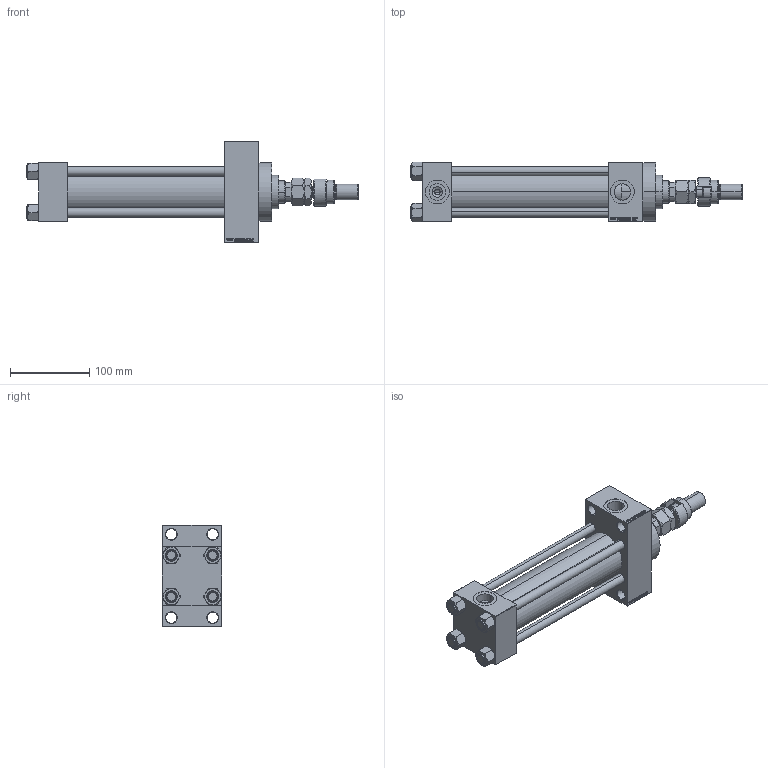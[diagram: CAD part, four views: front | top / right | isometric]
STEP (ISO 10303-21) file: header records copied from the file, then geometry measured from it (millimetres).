
FILE_DESCRIPTION (( 'STEP AP203' ), '1' );
FILE_NAME ('d3a0.STEP', '2022-09-13T23:14:10', ( '' ), ( '' ), 'SwSTEP 2.0', 'SolidWorks 2019', '' );
FILE_SCHEMA (( 'CONFIG_CONTROL_DESIGN' ));
Length unit declared in the file: millimetre
Products named in the file (9): FEMALE_PART_FOR_DFA 1fda7c88542c849cb6230b5c3c681127; DFA 1fda7c88542c849cb6230b5c3c681127; NUT_M5_D 1fda7c88542c849cb6230b5c3c681127; d3a0; V215CR_D_TYCINKA 1fda7c88542c849cb6230b5c3c681127; V215CR_VCP_D 1fda7c88542c849cb6230b5c3c681127; MFA 1fda7c88542c849cb6230b5c3c681127; V215_VC_A 1fda7c88542c849cb6230b5c3c681127; V215CR_D_Body 1fda7c88542c849cb6230b5c3c681127
Assembly tree (14 placements, depth 3):
  d3a0
    V215CR_D_Body 1fda7c88542c849cb6230b5c3c681127
    V215CR_VCP_D 1fda7c88542c849cb6230b5c3c681127
    NUT_M5_D 1fda7c88542c849cb6230b5c3c681127  x4
    V215CR_D_TYCINKA 1fda7c88542c849cb6230b5c3c681127  x4
    V215_VC_A 1fda7c88542c849cb6230b5c3c681127
    DFA 1fda7c88542c849cb6230b5c3c681127
      FEMALE_PART_FOR_DFA 1fda7c88542c849cb6230b5c3c681127
      MFA 1fda7c88542c849cb6230b5c3c681127
Bounding box: 419 x 75.54 x 128 mm (x, y, z)
Volume: 1074359.6 mm3; surface area: 263833.6 mm2
Topology: 13 solids, 13 shells, 1196 faces, 2949 edges, 1895 vertices
Faces by surface type: plane 527, bspline 368, cone 184, cylinder 105, torus 12
Entity records: 50258 total; most frequent: CARTESIAN_POINT 25851, ORIENTED_EDGE 5390, DIRECTION 3609, EDGE_CURVE 2695, VERTEX_POINT 1751, LINE 1567, VECTOR 1567, EDGE_LOOP 1212
